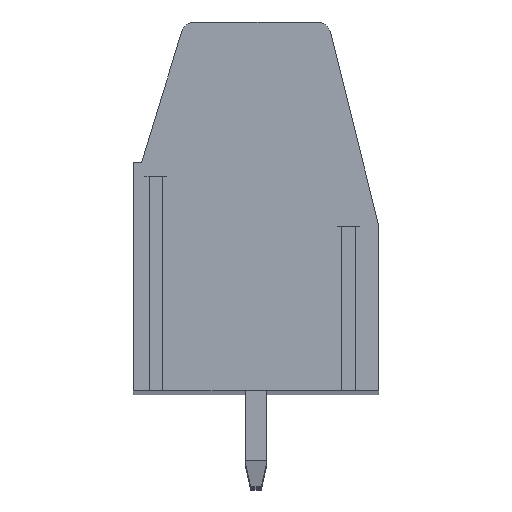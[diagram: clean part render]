
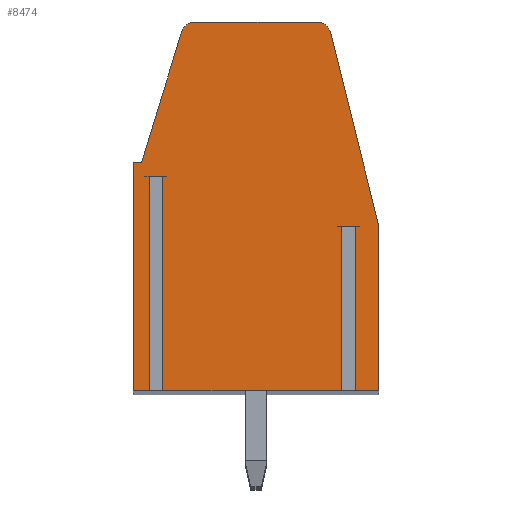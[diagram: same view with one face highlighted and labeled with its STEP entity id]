
A CAD part, top view. The second image highlights one B-rep face of the part: STEP entity #8474.
In plain terms, the highlighted planar face has unit normal (0, 0, 1).
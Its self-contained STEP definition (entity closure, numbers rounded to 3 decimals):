
#13=DIRECTION('',(-1.,0.,0.));
#14=VECTOR('',#13,0.503);
#15=CARTESIAN_POINT('',(-3.413,1.1,78.74));
#16=LINE('',#15,#14);
#17=DIRECTION('',(0.,1.,0.));
#18=VECTOR('',#17,7.85);
#19=CARTESIAN_POINT('',(-3.917,-6.75,78.74));
#20=LINE('',#19,#18);
#21=DIRECTION('',(1.,0.,0.));
#22=VECTOR('',#21,0.583);
#23=CARTESIAN_POINT('',(-4.5,-6.75,78.74));
#24=LINE('',#23,#22);
#25=DIRECTION('',(0.,-1.,0.));
#26=VECTOR('',#25,8.35);
#27=CARTESIAN_POINT('',(-4.5,1.6,78.74));
#28=LINE('',#27,#26);
#29=DIRECTION('',(-1.,0.,0.));
#30=VECTOR('',#29,0.31);
#31=CARTESIAN_POINT('',(-4.19,1.6,78.74));
#32=LINE('',#31,#30);
#33=DIRECTION('',(-0.292,-0.956,0.));
#34=VECTOR('',#33,5.015);
#35=CARTESIAN_POINT('',(-2.723,6.396,78.74));
#36=LINE('',#35,#34);
#37=CARTESIAN_POINT('',(-2.245,6.25,78.74));
#38=DIRECTION('',(0.,0.,1.));
#39=DIRECTION('',(0.,1.,0.));
#40=AXIS2_PLACEMENT_3D('',#37,#38,#39);
#42=DIRECTION('',(-1.,0.,0.));
#43=VECTOR('',#42,4.489);
#44=CARTESIAN_POINT('',(2.244,6.75,78.74));
#45=LINE('',#44,#43);
#46=CARTESIAN_POINT('',(2.244,6.25,78.74));
#47=DIRECTION('',(0.,0.,1.));
#48=DIRECTION('',(0.97,0.242,0.));
#49=AXIS2_PLACEMENT_3D('',#46,#47,#48);
#51=DIRECTION('',(-0.242,0.97,0.));
#52=VECTOR('',#51,7.318);
#53=CARTESIAN_POINT('',(4.5,-0.73,78.74));
#54=LINE('',#53,#52);
#55=DIRECTION('',(0.,1.,0.));
#56=VECTOR('',#55,6.02);
#57=CARTESIAN_POINT('',(4.5,-6.75,78.74));
#58=LINE('',#57,#56);
#59=DIRECTION('',(1.,0.,0.));
#60=VECTOR('',#59,0.863);
#61=CARTESIAN_POINT('',(3.637,-6.75,78.74));
#62=LINE('',#61,#60);
#63=DIRECTION('',(0.,1.,0.));
#64=VECTOR('',#63,6.02);
#65=CARTESIAN_POINT('',(3.637,-6.75,78.74));
#66=LINE('',#65,#64);
#67=DIRECTION('',(-1.,0.,0.));
#68=VECTOR('',#67,0.503);
#69=CARTESIAN_POINT('',(3.637,-0.73,78.74));
#70=LINE('',#69,#68);
#71=DIRECTION('',(0.,1.,0.));
#72=VECTOR('',#71,6.02);
#73=CARTESIAN_POINT('',(3.133,-6.75,78.74));
#74=LINE('',#73,#72);
#75=DIRECTION('',(1.,0.,0.));
#76=VECTOR('',#75,6.547);
#77=CARTESIAN_POINT('',(-3.413,-6.75,78.74));
#78=LINE('',#77,#76);
#79=DIRECTION('',(0.,1.,0.));
#80=VECTOR('',#79,7.85);
#81=CARTESIAN_POINT('',(-3.413,-6.75,78.74));
#82=LINE('',#81,#80);
#6637=CARTESIAN_POINT('',(4.5,-6.75,78.74));
#6638=CARTESIAN_POINT('',(4.5,-0.73,78.74));
#6639=VERTEX_POINT('',#6637);
#6640=VERTEX_POINT('',#6638);
#6641=CARTESIAN_POINT('',(2.73,6.371,78.74));
#6642=VERTEX_POINT('',#6641);
#6643=CARTESIAN_POINT('',(2.244,6.75,78.74));
#6644=VERTEX_POINT('',#6643);
#6645=CARTESIAN_POINT('',(-2.245,6.75,78.74));
#6646=VERTEX_POINT('',#6645);
#6647=CARTESIAN_POINT('',(-2.723,6.396,78.74));
#6648=VERTEX_POINT('',#6647);
#6649=CARTESIAN_POINT('',(-4.19,1.6,78.74));
#6650=VERTEX_POINT('',#6649);
#6651=CARTESIAN_POINT('',(-4.5,1.6,78.74));
#6652=VERTEX_POINT('',#6651);
#6653=CARTESIAN_POINT('',(-4.5,-6.75,78.74));
#6654=VERTEX_POINT('',#6653);
#6729=CARTESIAN_POINT('',(3.637,-0.73,78.74));
#6730=CARTESIAN_POINT('',(3.133,-0.73,78.74));
#6731=VERTEX_POINT('',#6729);
#6732=VERTEX_POINT('',#6730);
#6733=CARTESIAN_POINT('',(3.133,-6.75,78.74));
#6734=VERTEX_POINT('',#6733);
#6735=CARTESIAN_POINT('',(3.637,-6.75,78.74));
#6736=VERTEX_POINT('',#6735);
#6753=CARTESIAN_POINT('',(-3.413,1.1,78.74));
#6754=CARTESIAN_POINT('',(-3.917,1.1,78.74));
#6755=VERTEX_POINT('',#6753);
#6756=VERTEX_POINT('',#6754);
#6757=CARTESIAN_POINT('',(-3.413,-6.75,78.74));
#6758=VERTEX_POINT('',#6757);
#6759=CARTESIAN_POINT('',(-3.917,-6.75,78.74));
#6760=VERTEX_POINT('',#6759);
#8433=CARTESIAN_POINT('',(0.,0.,78.74));
#8434=DIRECTION('',(0.,0.,1.));
#8435=DIRECTION('',(1.,0.,0.));
#8436=AXIS2_PLACEMENT_3D('',#8433,#8434,#8435);
#8437=PLANE('',#8436);
#8439=ORIENTED_EDGE('',*,*,#8438,.T.);
#8441=ORIENTED_EDGE('',*,*,#8440,.F.);
#8443=ORIENTED_EDGE('',*,*,#8442,.F.);
#8445=ORIENTED_EDGE('',*,*,#8444,.F.);
#8447=ORIENTED_EDGE('',*,*,#8446,.F.);
#8449=ORIENTED_EDGE('',*,*,#8448,.F.);
#8451=ORIENTED_EDGE('',*,*,#8450,.F.);
#8453=ORIENTED_EDGE('',*,*,#8452,.F.);
#8455=ORIENTED_EDGE('',*,*,#8454,.F.);
#8457=ORIENTED_EDGE('',*,*,#8456,.F.);
#8459=ORIENTED_EDGE('',*,*,#8458,.F.);
#8461=ORIENTED_EDGE('',*,*,#8460,.F.);
#8463=ORIENTED_EDGE('',*,*,#8462,.T.);
#8465=ORIENTED_EDGE('',*,*,#8464,.T.);
#8467=ORIENTED_EDGE('',*,*,#8466,.F.);
#8469=ORIENTED_EDGE('',*,*,#8468,.F.);
#8471=ORIENTED_EDGE('',*,*,#8470,.T.);
#8472=EDGE_LOOP('',(#8439,#8441,#8443,#8445,#8447,#8449,#8451,#8453,#8455,#8457,
#8459,#8461,#8463,#8465,#8467,#8469,#8471));
#8473=FACE_OUTER_BOUND('',#8472,.F.);
#41=CIRCLE('',#40,0.5);
#50=CIRCLE('',#49,0.5);
#8438=EDGE_CURVE('',#6755,#6756,#16,.T.);
#8440=EDGE_CURVE('',#6760,#6756,#20,.T.);
#8442=EDGE_CURVE('',#6654,#6760,#24,.T.);
#8444=EDGE_CURVE('',#6652,#6654,#28,.T.);
#8446=EDGE_CURVE('',#6650,#6652,#32,.T.);
#8448=EDGE_CURVE('',#6648,#6650,#36,.T.);
#8450=EDGE_CURVE('',#6646,#6648,#41,.T.);
#8452=EDGE_CURVE('',#6644,#6646,#45,.T.);
#8454=EDGE_CURVE('',#6642,#6644,#50,.T.);
#8456=EDGE_CURVE('',#6640,#6642,#54,.T.);
#8458=EDGE_CURVE('',#6639,#6640,#58,.T.);
#8460=EDGE_CURVE('',#6736,#6639,#62,.T.);
#8462=EDGE_CURVE('',#6736,#6731,#66,.T.);
#8464=EDGE_CURVE('',#6731,#6732,#70,.T.);
#8466=EDGE_CURVE('',#6734,#6732,#74,.T.);
#8468=EDGE_CURVE('',#6758,#6734,#78,.T.);
#8470=EDGE_CURVE('',#6758,#6755,#82,.T.);
#8474=ADVANCED_FACE('',(#8473),#8437,.T.);
